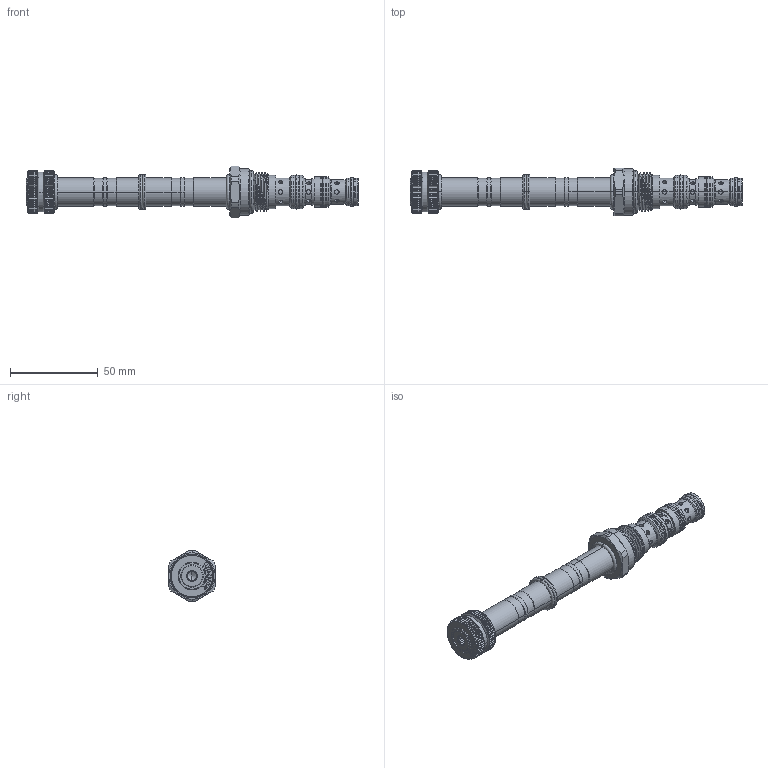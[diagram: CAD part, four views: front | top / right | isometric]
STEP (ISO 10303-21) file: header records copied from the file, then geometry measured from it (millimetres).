
FILE_DESCRIPTION (( 'STEP AP203' ), '1' );
FILE_NAME ('ES10W4C22N04.STEP', '2020-04-10T01:30:02', ( '' ), ( '' ), 'SwSTEP 2.0', 'SolidWorks 2018', '' );
FILE_SCHEMA (( 'CONFIG_CONTROL_DESIGN' ));
Length unit declared in the file: millimetre
Products named in the file (1): ES10W4C22N04
Bounding box: 189.5 x 27 x 29.6 mm (x, y, z)
Volume: 47803.3 mm3; surface area: 18106.6 mm2
Topology: 9 solids, 9 shells, 1147 faces, 3015 edges, 1900 vertices
Faces by surface type: cylinder 488, plane 453, cone 162, torus 36, bspline 8
Entity records: 40521 total; most frequent: CARTESIAN_POINT 12992, ORIENTED_EDGE 6026, DIRECTION 5432, EDGE_CURVE 3013, AXIS2_PLACEMENT_3D 2113, VERTEX_POINT 1900, EDGE_LOOP 1227, LINE 1206
